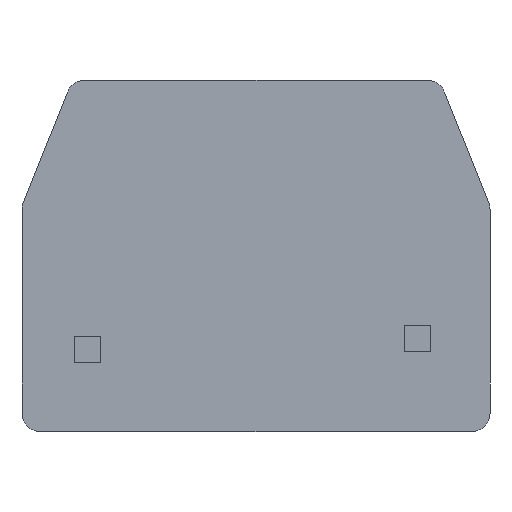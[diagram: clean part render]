
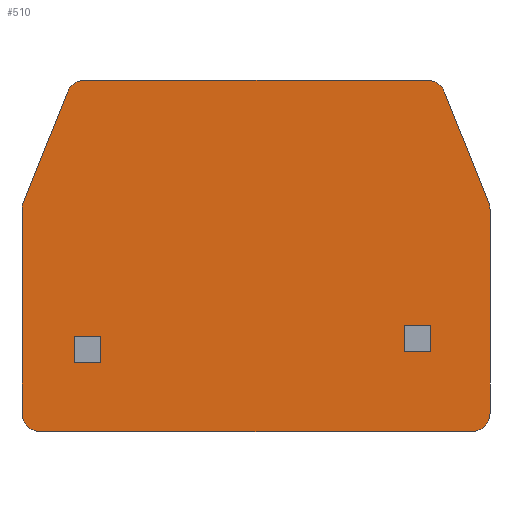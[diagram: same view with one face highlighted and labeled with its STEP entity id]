
A CAD part, left-side view. The second image highlights one B-rep face of the part: STEP entity #510.
In plain terms, the highlighted planar face has unit normal (-1, 0, 0).
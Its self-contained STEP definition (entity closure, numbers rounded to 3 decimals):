
#180=AXIS2_PLACEMENT_3D('Circle Axis2P3D',#178,#179,$) ;
#228=AXIS2_PLACEMENT_3D('Circle Axis2P3D',#226,#227,$) ;
#276=AXIS2_PLACEMENT_3D('Circle Axis2P3D',#274,#275,$) ;
#324=AXIS2_PLACEMENT_3D('Circle Axis2P3D',#322,#323,$) ;
#372=AXIS2_PLACEMENT_3D('Circle Axis2P3D',#370,#371,$) ;
#413=AXIS2_PLACEMENT_3D('Circle Axis2P3D',#411,#412,$) ;
#426=AXIS2_PLACEMENT_3D('Plane Axis2P3D',#423,#424,#425) ;
#144=CARTESIAN_POINT('Vertex',(2.5,1.,0.)) ;
#147=CARTESIAN_POINT('Line Origine',(2.5,12.55,0.)) ;
#151=CARTESIAN_POINT('Vertex',(2.5,24.1,0.)) ;
#175=CARTESIAN_POINT('Vertex',(2.5,0.,1.)) ;
#178=CARTESIAN_POINT('Axis2P3D Location',(2.5,1.,1.)) ;
#199=CARTESIAN_POINT('Vertex',(2.5,0.,11.919)) ;
#202=CARTESIAN_POINT('Line Origine',(2.5,0.,6.46)) ;
#223=CARTESIAN_POINT('Vertex',(2.5,0.071,12.29)) ;
#226=CARTESIAN_POINT('Axis2P3D Location',(2.5,1.,11.919)) ;
#247=CARTESIAN_POINT('Vertex',(2.5,2.437,18.221)) ;
#250=CARTESIAN_POINT('Line Origine',(2.5,1.254,15.255)) ;
#271=CARTESIAN_POINT('Vertex',(2.5,3.366,18.85)) ;
#274=CARTESIAN_POINT('Axis2P3D Location',(2.5,3.366,17.85)) ;
#295=CARTESIAN_POINT('Vertex',(2.5,21.734,18.85)) ;
#298=CARTESIAN_POINT('Line Origine',(2.5,12.55,18.85)) ;
#319=CARTESIAN_POINT('Vertex',(2.5,22.663,18.221)) ;
#322=CARTESIAN_POINT('Axis2P3D Location',(2.5,21.734,17.85)) ;
#343=CARTESIAN_POINT('Vertex',(2.5,25.029,12.29)) ;
#346=CARTESIAN_POINT('Line Origine',(2.5,23.846,15.255)) ;
#367=CARTESIAN_POINT('Vertex',(2.5,25.1,11.919)) ;
#370=CARTESIAN_POINT('Axis2P3D Location',(2.5,24.1,11.919)) ;
#391=CARTESIAN_POINT('Vertex',(2.5,25.1,1.)) ;
#394=CARTESIAN_POINT('Line Origine',(2.5,25.1,6.46)) ;
#411=CARTESIAN_POINT('Axis2P3D Location',(2.5,24.1,1.)) ;
#423=CARTESIAN_POINT('Axis2P3D Location',(2.5,12.55,0.)) ;
#442=CARTESIAN_POINT('Line Origine',(2.5,3.9,4.293)) ;
#446=CARTESIAN_POINT('Vertex',(2.5,4.607,4.293)) ;
#448=CARTESIAN_POINT('Vertex',(2.5,3.193,4.293)) ;
#451=CARTESIAN_POINT('Line Origine',(2.5,4.607,5.)) ;
#455=CARTESIAN_POINT('Vertex',(2.5,4.607,5.707)) ;
#458=CARTESIAN_POINT('Line Origine',(2.5,3.9,5.707)) ;
#462=CARTESIAN_POINT('Vertex',(2.5,3.193,5.707)) ;
#465=CARTESIAN_POINT('Line Origine',(2.5,3.193,5.)) ;
#476=CARTESIAN_POINT('Line Origine',(2.5,22.307,4.4)) ;
#480=CARTESIAN_POINT('Vertex',(2.5,22.307,5.107)) ;
#482=CARTESIAN_POINT('Vertex',(2.5,22.307,3.693)) ;
#485=CARTESIAN_POINT('Line Origine',(2.5,21.6,5.107)) ;
#489=CARTESIAN_POINT('Vertex',(2.5,20.893,5.107)) ;
#492=CARTESIAN_POINT('Line Origine',(2.5,20.893,4.4)) ;
#496=CARTESIAN_POINT('Vertex',(2.5,20.893,3.693)) ;
#499=CARTESIAN_POINT('Line Origine',(2.5,21.6,3.693)) ;
#148=DIRECTION('Vector Direction',(0.,-1.,0.)) ;
#179=DIRECTION('Axis2P3D Direction',(-1.,0.,0.)) ;
#203=DIRECTION('Vector Direction',(0.,0.,1.)) ;
#227=DIRECTION('Axis2P3D Direction',(-1.,0.,0.)) ;
#251=DIRECTION('Vector Direction',(0.,0.371,0.929)) ;
#275=DIRECTION('Axis2P3D Direction',(-1.,0.,0.)) ;
#299=DIRECTION('Vector Direction',(0.,1.,0.)) ;
#323=DIRECTION('Axis2P3D Direction',(-1.,0.,0.)) ;
#347=DIRECTION('Vector Direction',(0.,0.371,-0.929)) ;
#371=DIRECTION('Axis2P3D Direction',(-1.,0.,0.)) ;
#395=DIRECTION('Vector Direction',(0.,0.,-1.)) ;
#412=DIRECTION('Axis2P3D Direction',(-1.,0.,0.)) ;
#424=DIRECTION('Axis2P3D Direction',(-1.,0.,0.)) ;
#425=DIRECTION('Axis2P3D XDirection',(0.,0.,-1.)) ;
#443=DIRECTION('Vector Direction',(0.,1.,0.)) ;
#452=DIRECTION('Vector Direction',(0.,0.,-1.)) ;
#459=DIRECTION('Vector Direction',(0.,-1.,0.)) ;
#466=DIRECTION('Vector Direction',(0.,0.,1.)) ;
#477=DIRECTION('Vector Direction',(0.,0.,-1.)) ;
#486=DIRECTION('Vector Direction',(0.,-1.,0.)) ;
#493=DIRECTION('Vector Direction',(0.,0.,1.)) ;
#500=DIRECTION('Vector Direction',(0.,1.,0.)) ;
#149=VECTOR('Line Direction',#148,1.) ;
#204=VECTOR('Line Direction',#203,1.) ;
#252=VECTOR('Line Direction',#251,1.) ;
#300=VECTOR('Line Direction',#299,1.) ;
#348=VECTOR('Line Direction',#347,1.) ;
#396=VECTOR('Line Direction',#395,1.) ;
#444=VECTOR('Line Direction',#443,1.) ;
#453=VECTOR('Line Direction',#452,1.) ;
#460=VECTOR('Line Direction',#459,1.) ;
#467=VECTOR('Line Direction',#466,1.) ;
#478=VECTOR('Line Direction',#477,1.) ;
#487=VECTOR('Line Direction',#486,1.) ;
#494=VECTOR('Line Direction',#493,1.) ;
#501=VECTOR('Line Direction',#500,1.) ;
#429=ORIENTED_EDGE('',*,*,#153,.T.) ;
#430=ORIENTED_EDGE('',*,*,#182,.T.) ;
#431=ORIENTED_EDGE('',*,*,#206,.T.) ;
#432=ORIENTED_EDGE('',*,*,#230,.T.) ;
#433=ORIENTED_EDGE('',*,*,#254,.T.) ;
#434=ORIENTED_EDGE('',*,*,#278,.T.) ;
#435=ORIENTED_EDGE('',*,*,#302,.T.) ;
#436=ORIENTED_EDGE('',*,*,#326,.T.) ;
#437=ORIENTED_EDGE('',*,*,#350,.T.) ;
#438=ORIENTED_EDGE('',*,*,#374,.T.) ;
#439=ORIENTED_EDGE('',*,*,#398,.T.) ;
#440=ORIENTED_EDGE('',*,*,#415,.T.) ;
#471=ORIENTED_EDGE('',*,*,#450,.F.) ;
#472=ORIENTED_EDGE('',*,*,#457,.F.) ;
#473=ORIENTED_EDGE('',*,*,#464,.F.) ;
#474=ORIENTED_EDGE('',*,*,#469,.F.) ;
#505=ORIENTED_EDGE('',*,*,#484,.F.) ;
#506=ORIENTED_EDGE('',*,*,#491,.F.) ;
#507=ORIENTED_EDGE('',*,*,#498,.F.) ;
#508=ORIENTED_EDGE('',*,*,#503,.F.) ;
#475=FACE_BOUND('',#470,.T.) ;
#509=FACE_BOUND('',#504,.T.) ;
#510=ADVANCED_FACE('Hauptk\X2\00F6\X0\rper',(#441,#475,#509),#427,.T.) ;
#181=CIRCLE('generated circle',#180,1.) ;
#229=CIRCLE('generated circle',#228,1.) ;
#277=CIRCLE('generated circle',#276,1.) ;
#325=CIRCLE('generated circle',#324,1.) ;
#373=CIRCLE('generated circle',#372,1.) ;
#414=CIRCLE('generated circle',#413,1.) ;
#153=EDGE_CURVE('',#152,#145,#150,.T.) ;
#182=EDGE_CURVE('',#145,#176,#181,.T.) ;
#206=EDGE_CURVE('',#176,#200,#205,.T.) ;
#230=EDGE_CURVE('',#200,#224,#229,.T.) ;
#254=EDGE_CURVE('',#224,#248,#253,.T.) ;
#278=EDGE_CURVE('',#248,#272,#277,.T.) ;
#302=EDGE_CURVE('',#272,#296,#301,.T.) ;
#326=EDGE_CURVE('',#296,#320,#325,.T.) ;
#350=EDGE_CURVE('',#320,#344,#349,.T.) ;
#374=EDGE_CURVE('',#344,#368,#373,.T.) ;
#398=EDGE_CURVE('',#368,#392,#397,.T.) ;
#415=EDGE_CURVE('',#392,#152,#414,.T.) ;
#450=EDGE_CURVE('',#447,#449,#445,.F.) ;
#457=EDGE_CURVE('',#456,#447,#454,.T.) ;
#464=EDGE_CURVE('',#463,#456,#461,.F.) ;
#469=EDGE_CURVE('',#449,#463,#468,.T.) ;
#484=EDGE_CURVE('',#481,#483,#479,.T.) ;
#491=EDGE_CURVE('',#490,#481,#488,.F.) ;
#498=EDGE_CURVE('',#497,#490,#495,.T.) ;
#503=EDGE_CURVE('',#483,#497,#502,.F.) ;
#428=EDGE_LOOP('',(#429,#430,#431,#432,#433,#434,#435,#436,#437,#438,#439,#440)) ;
#470=EDGE_LOOP('',(#471,#472,#473,#474)) ;
#504=EDGE_LOOP('',(#505,#506,#507,#508)) ;
#441=FACE_OUTER_BOUND('',#428,.T.) ;
#150=LINE('Line',#147,#149) ;
#205=LINE('Line',#202,#204) ;
#253=LINE('Line',#250,#252) ;
#301=LINE('Line',#298,#300) ;
#349=LINE('Line',#346,#348) ;
#397=LINE('Line',#394,#396) ;
#445=LINE('Line',#442,#444) ;
#454=LINE('Line',#451,#453) ;
#461=LINE('Line',#458,#460) ;
#468=LINE('Line',#465,#467) ;
#479=LINE('Line',#476,#478) ;
#488=LINE('Line',#485,#487) ;
#495=LINE('Line',#492,#494) ;
#502=LINE('Line',#499,#501) ;
#427=PLANE('',#426) ;
#145=VERTEX_POINT('',#144) ;
#152=VERTEX_POINT('',#151) ;
#176=VERTEX_POINT('',#175) ;
#200=VERTEX_POINT('',#199) ;
#224=VERTEX_POINT('',#223) ;
#248=VERTEX_POINT('',#247) ;
#272=VERTEX_POINT('',#271) ;
#296=VERTEX_POINT('',#295) ;
#320=VERTEX_POINT('',#319) ;
#344=VERTEX_POINT('',#343) ;
#368=VERTEX_POINT('',#367) ;
#392=VERTEX_POINT('',#391) ;
#447=VERTEX_POINT('',#446) ;
#449=VERTEX_POINT('',#448) ;
#456=VERTEX_POINT('',#455) ;
#463=VERTEX_POINT('',#462) ;
#481=VERTEX_POINT('',#480) ;
#483=VERTEX_POINT('',#482) ;
#490=VERTEX_POINT('',#489) ;
#497=VERTEX_POINT('',#496) ;
